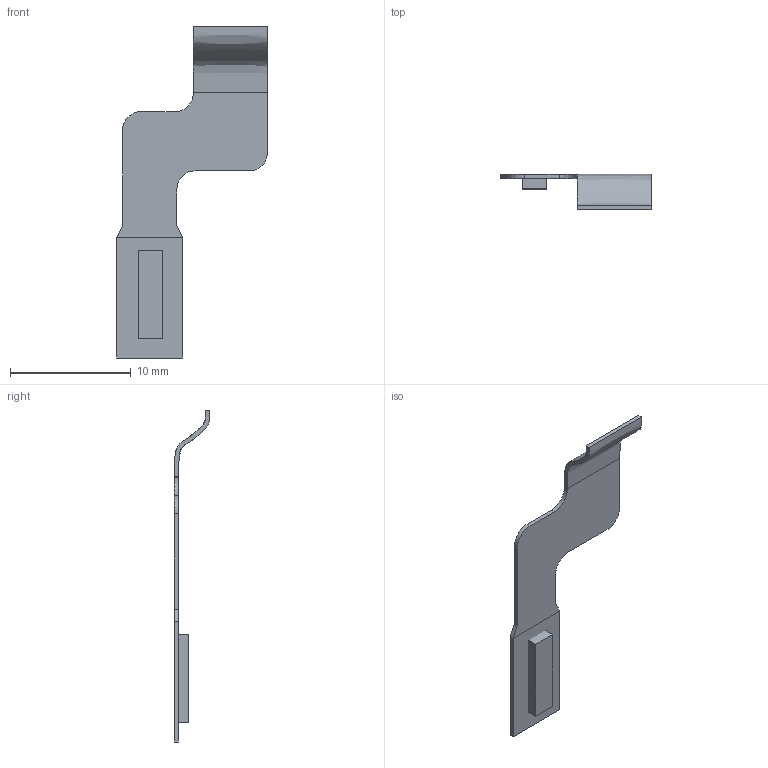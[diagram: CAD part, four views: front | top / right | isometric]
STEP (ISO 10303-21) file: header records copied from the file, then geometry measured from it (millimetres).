
FILE_DESCRIPTION(/* description */ (''),/* implementation_level */ '2;1');
FILE_NAME(/* name */ 'Keyboard.3dshapes/BB_Q10_flex.step',/* time_stamp */ '2018-07-02T18:05:08+02:00',/* author */ (''),/* organization */ (''),/* preprocessor_version */ 'ST-DEVELOPER v17',/* originating_system */ 'Autodesk Translation Framework v7.1.0.215',/* authorisation */ '');
FILE_SCHEMA (('AUTOMOTIVE_DESIGN { 1 0 10303 214 3 1 1 }'));
Length unit declared in the file: millimetre
Products named in the file (2): bb10kbd_flex; Component2
Assembly tree (1 placements, depth 2):
  bb10kbd_flex
    Component2
Bounding box: 12.5 x 2.96 x 27.5 mm (x, y, z)
Volume: 80.9 mm3; surface area: 458.2 mm2
Topology: 3 solids, 3 shells, 31 faces, 73 edges, 48 vertices
Faces by surface type: plane 25, cylinder 4, bspline 2
Entity records: 1158 total; most frequent: CARTESIAN_POINT 383, ORIENTED_EDGE 146, DIRECTION 141, EDGE_CURVE 73, LINE 61, VECTOR 61, VERTEX_POINT 48, AXIS2_PLACEMENT_3D 40
